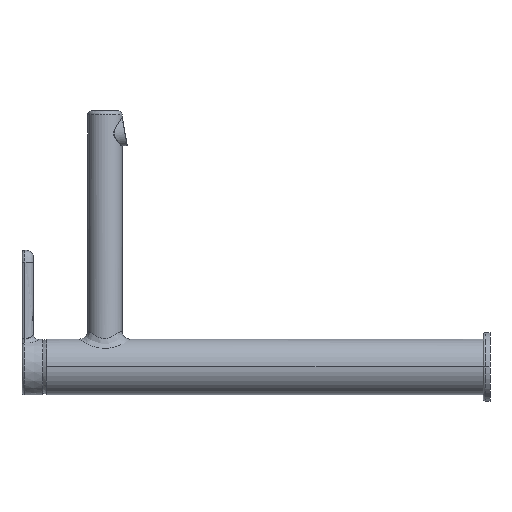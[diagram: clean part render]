
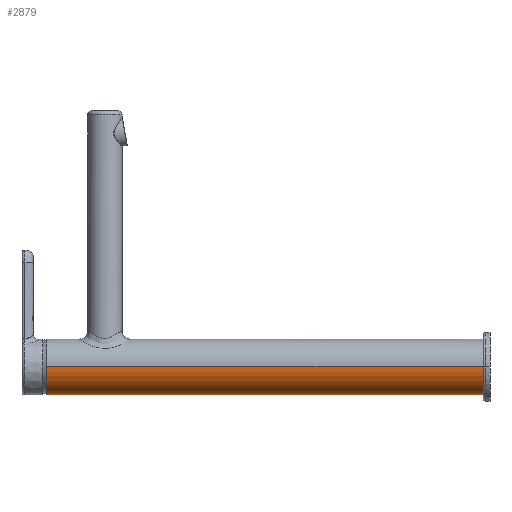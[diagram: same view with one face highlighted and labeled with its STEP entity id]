
A CAD part, left-side view. The second image highlights one B-rep face of the part: STEP entity #2879.
In plain terms, the highlighted cylindrical face has radius 20.25 mm (diameter 40.5 mm), a partial arc.
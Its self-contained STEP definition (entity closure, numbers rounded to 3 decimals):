
#1 = DIRECTION ( 'NONE',  ( 0., 1., 0. ) ) ;
#95 = CARTESIAN_POINT ( 'NONE',  ( -19.324, 11.316, -54.996 ) ) ;
#322 = CARTESIAN_POINT ( 'NONE',  ( -19.324, 361.116, -54.996 ) ) ;
#380 = VERTEX_POINT ( 'NONE', #1027 ) ;
#395 = CARTESIAN_POINT ( 'NONE',  ( 0.926, 11.316, -54.996 ) ) ;
#571 = ORIENTED_EDGE ( 'NONE', *, *, #1044, .T. ) ;
#751 = ORIENTED_EDGE ( 'NONE', *, *, #3374, .T. ) ;
#877 = VERTEX_POINT ( 'NONE', #4505 ) ;
#903 = FACE_OUTER_BOUND ( 'NONE', #3101, .T. ) ;
#1027 = CARTESIAN_POINT ( 'NONE',  ( 21.176, 11.316, -54.996 ) ) ;
#1044 = EDGE_CURVE ( 'NONE', #877, #1892, #4594, .T. ) ;
#1113 = ORIENTED_EDGE ( 'NONE', *, *, #3075, .T. ) ;
#1213 = DIRECTION ( 'NONE',  ( -1., 0., 0. ) ) ;
#1681 = DIRECTION ( 'NONE',  ( 0., -1., 0. ) ) ;
#1892 = VERTEX_POINT ( 'NONE', #2877 ) ;
#1893 = DIRECTION ( 'NONE',  ( 0., -1., 0. ) ) ;
#2005 = DIRECTION ( 'NONE',  ( 0., -1., 0. ) ) ;
#2438 = CARTESIAN_POINT ( 'NONE',  ( 0.926, 329.116, -54.996 ) ) ;
#2506 = CARTESIAN_POINT ( 'NONE',  ( 21.176, 361.116, -54.996 ) ) ;
#2658 = DIRECTION ( 'NONE',  ( -1., 0., 0. ) ) ;
#2761 = LINE ( 'NONE', #2506, #3091 ) ;
#2791 = DIRECTION ( 'NONE',  ( -1., 0., 0. ) ) ;
#2877 = CARTESIAN_POINT ( 'NONE',  ( 21.176, 329.116, -54.996 ) ) ;
#2879 = ADVANCED_FACE ( 'NONE', ( #903 ), #4650, .T. ) ;
#3075 = EDGE_CURVE ( 'NONE', #380, #4643, #3610, .T. ) ;
#3091 = VECTOR ( 'NONE', #1681, 1000. ) ;
#3101 = EDGE_LOOP ( 'NONE', ( #571, #751, #1113, #3889 ) ) ;
#3189 = LINE ( 'NONE', #322, #3919 ) ;
#3215 = AXIS2_PLACEMENT_3D ( 'NONE', #395, #1, #1213 ) ;
#3374 = EDGE_CURVE ( 'NONE', #1892, #380, #2761, .T. ) ;
#3389 = DIRECTION ( 'NONE',  ( 0., -1., 0. ) ) ;
#3392 = AXIS2_PLACEMENT_3D ( 'NONE', #3405, #3389, #2658 ) ;
#3405 = CARTESIAN_POINT ( 'NONE',  ( 0.926, 361.116, -54.996 ) ) ;
#3610 = CIRCLE ( 'NONE', #3215, 20.25 ) ;
#3622 = EDGE_CURVE ( 'NONE', #877, #4643, #3189, .T. ) ;
#3889 = ORIENTED_EDGE ( 'NONE', *, *, #3622, .F. ) ;
#3919 = VECTOR ( 'NONE', #1893, 1000. ) ;
#4059 = AXIS2_PLACEMENT_3D ( 'NONE', #2438, #2005, #2791 ) ;
#4505 = CARTESIAN_POINT ( 'NONE',  ( -19.324, 329.116, -54.996 ) ) ;
#4594 = CIRCLE ( 'NONE', #4059, 20.25 ) ;
#4643 = VERTEX_POINT ( 'NONE', #95 ) ;
#4650 = CYLINDRICAL_SURFACE ( 'NONE', #3392, 20.25 ) ;
